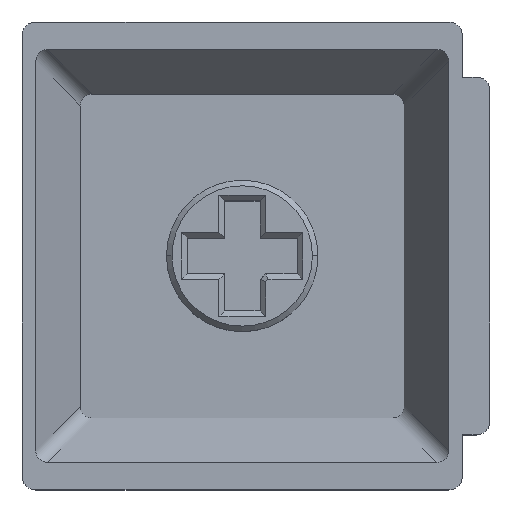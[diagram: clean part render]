
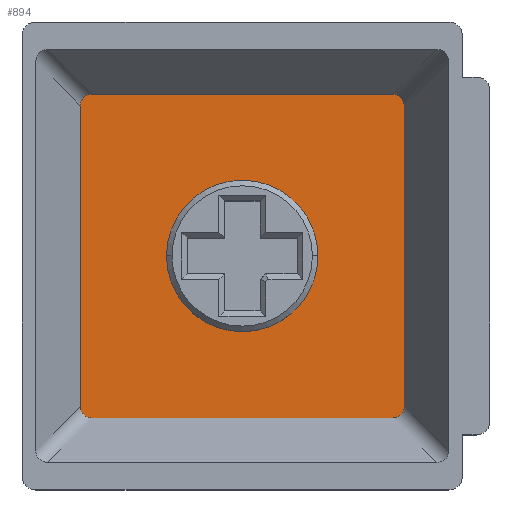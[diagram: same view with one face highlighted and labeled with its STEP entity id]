
A CAD part, top view. The second image highlights one B-rep face of the part: STEP entity #894.
In plain terms, the highlighted planar face has unit normal (0, 0, 1).
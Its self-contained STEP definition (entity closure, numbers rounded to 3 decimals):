
#25 = CARTESIAN_POINT ( 'NONE',  ( -5.883, -5.45, 0. ) ) ;
#132 = EDGE_CURVE ( 'NONE', #202, #931, #1787, .T. ) ;
#181 = CARTESIAN_POINT ( 'NONE',  ( 5.883, 0., 0. ) ) ;
#195 = CARTESIAN_POINT ( 'NONE',  ( 5.883, 5.716, 0. ) ) ;
#200 = CARTESIAN_POINT ( 'NONE',  ( -5.883, 0., 0. ) ) ;
#202 = VERTEX_POINT ( 'NONE', #656 ) ;
#211 = ORIENTED_EDGE ( 'NONE', *, *, #270, .T. ) ;
#235 = CARTESIAN_POINT ( 'NONE',  ( -5.45, 5.883, 0. ) ) ;
#270 = EDGE_CURVE ( 'NONE', #2499, #2395, #2275, .T. ) ;
#459 = DIRECTION ( 'NONE',  ( 0., -1., 0. ) ) ;
#465 = CARTESIAN_POINT ( 'NONE',  ( -5.883, -5.45, 0. ) ) ;
#474 = CARTESIAN_POINT ( 'NONE',  ( 5.716, -5.883, 0. ) ) ;
#623 = DIRECTION ( 'NONE',  ( 0., 0., -1. ) ) ;
#625 = VECTOR ( 'NONE', #1784, 1000. ) ;
#656 = CARTESIAN_POINT ( 'NONE',  ( -5.45, -5.883, 0. ) ) ;
#682 = EDGE_LOOP ( 'NONE', ( #1885, #2695, #1453, #1748, #211, #1587, #803, #1298 ) ) ;
#724 = AXIS2_PLACEMENT_3D ( 'NONE', #1878, #1614, #2545 ) ;
#731 = CARTESIAN_POINT ( 'NONE',  ( -5.45, 5.883, 0. ) ) ;
#740 = VERTEX_POINT ( 'NONE', #2168 ) ;
#745 = CARTESIAN_POINT ( 'NONE',  ( -5.45, -5.883, 0. ) ) ;
#753 = CARTESIAN_POINT ( 'NONE',  ( -5.883, 5.716, 0. ) ) ;
#763 = CIRCLE ( 'NONE', #2549, 2.65 ) ;
#775 = CARTESIAN_POINT ( 'NONE',  ( -5.883, 5.45, 0. ) ) ;
#803 = ORIENTED_EDGE ( 'NONE', *, *, #132, .T. ) ;
#892 = CARTESIAN_POINT ( 'NONE',  ( 5.883, -5.45, 0. ) ) ;
#894 = ADVANCED_FACE ( 'NONE', ( #1799, #2256 ), #1551, .F. ) ;
#916 = EDGE_CURVE ( 'NONE', #1864, #740, #1375, .T. ) ;
#931 = VERTEX_POINT ( 'NONE', #2725 ) ;
#971 = AXIS2_PLACEMENT_3D ( 'NONE', #1092, #623, #2469 ) ;
#974 = CARTESIAN_POINT ( 'NONE',  ( -5.716, -5.883, 0. ) ) ;
#1024 = EDGE_CURVE ( 'NONE', #931, #1864, #1519, .T. ) ;
#1083 = EDGE_LOOP ( 'NONE', ( #1655, #2570 ) ) ;
#1085 = LINE ( 'NONE', #2004, #2267 ) ;
#1092 = CARTESIAN_POINT ( 'NONE',  ( 0., 0., 0. ) ) ;
#1113 = DIRECTION ( 'NONE',  ( 1., 0., 0. ) ) ;
#1121 = CARTESIAN_POINT ( 'NONE',  ( 5.716, 5.883, 0. ) ) ;
#1122 = EDGE_CURVE ( 'NONE', #2318, #2522, #1825, .T. ) ;
#1178 = CARTESIAN_POINT ( 'NONE',  ( -2.65, 0., 0. ) ) ;
#1195 = EDGE_CURVE ( 'NONE', #2026, #2551, #1085, .T. ) ;
#1250 = CARTESIAN_POINT ( 'NONE',  ( 5.45, 5.883, 0. ) ) ;
#1298 = ORIENTED_EDGE ( 'NONE', *, *, #1024, .T. ) ;
#1340 = CARTESIAN_POINT ( 'NONE',  ( 5.883, 5.45, 0. ) ) ;
#1348 =( BOUNDED_CURVE ( )  B_SPLINE_CURVE ( 3, ( #25, #1644, #974, #745 ),
 .UNSPECIFIED., .F., .T. ) 
 B_SPLINE_CURVE_WITH_KNOTS ( ( 4, 4 ),
 ( 5.624, 6.942 ),
 .UNSPECIFIED. ) 
 CURVE ( )  GEOMETRIC_REPRESENTATION_ITEM ( )  RATIONAL_B_SPLINE_CURVE ( ( 1., 0.86, 0.86, 1. ) ) 
 REPRESENTATION_ITEM ( '' )  );
#1375 = LINE ( 'NONE', #181, #625 ) ;
#1453 = ORIENTED_EDGE ( 'NONE', *, *, #1195, .T. ) ;
#1519 =( BOUNDED_CURVE ( )  B_SPLINE_CURVE ( 3, ( #1893, #474, #2817, #1646 ),
 .UNSPECIFIED., .F., .T. ) 
 B_SPLINE_CURVE_WITH_KNOTS ( ( 4, 4 ),
 ( 5.624, 6.942 ),
 .UNSPECIFIED. ) 
 CURVE ( )  GEOMETRIC_REPRESENTATION_ITEM ( )  RATIONAL_B_SPLINE_CURVE ( ( 1., 0.86, 0.86, 1. ) ) 
 REPRESENTATION_ITEM ( '' )  );
#1551 = PLANE ( 'NONE',  #971 ) ;
#1587 = ORIENTED_EDGE ( 'NONE', *, *, #2447, .T. ) ;
#1610 = VECTOR ( 'NONE', #459, 1000. ) ;
#1614 = DIRECTION ( 'NONE',  ( 0., 0., 1. ) ) ;
#1644 = CARTESIAN_POINT ( 'NONE',  ( -5.883, -5.716, 0. ) ) ;
#1646 = CARTESIAN_POINT ( 'NONE',  ( 5.883, -5.45, 0. ) ) ;
#1655 = ORIENTED_EDGE ( 'NONE', *, *, #1777, .F. ) ;
#1748 = ORIENTED_EDGE ( 'NONE', *, *, #2323, .T. ) ;
#1777 = EDGE_CURVE ( 'NONE', #2522, #2318, #763, .T. ) ;
#1784 = DIRECTION ( 'NONE',  ( 0., 1., 0. ) ) ;
#1787 = LINE ( 'NONE', #2457, #2976 ) ;
#1799 = FACE_OUTER_BOUND ( 'NONE', #682, .T. ) ;
#1825 = CIRCLE ( 'NONE', #724, 2.65 ) ;
#1851 = EDGE_CURVE ( 'NONE', #740, #2026, #2595, .T. ) ;
#1864 = VERTEX_POINT ( 'NONE', #892 ) ;
#1878 = CARTESIAN_POINT ( 'NONE',  ( 0., 0., 0. ) ) ;
#1885 = ORIENTED_EDGE ( 'NONE', *, *, #916, .T. ) ;
#1893 = CARTESIAN_POINT ( 'NONE',  ( 5.45, -5.883, 0. ) ) ;
#2004 = CARTESIAN_POINT ( 'NONE',  ( 0., 5.883, 0. ) ) ;
#2026 = VERTEX_POINT ( 'NONE', #1250 ) ;
#2050 = DIRECTION ( 'NONE',  ( 0., 0., 1. ) ) ;
#2168 = CARTESIAN_POINT ( 'NONE',  ( 5.883, 5.45, 0. ) ) ;
#2256 = FACE_BOUND ( 'NONE', #1083, .T. ) ;
#2267 = VECTOR ( 'NONE', #2903, 1000. ) ;
#2275 = LINE ( 'NONE', #200, #1610 ) ;
#2318 = VERTEX_POINT ( 'NONE', #2339 ) ;
#2323 = EDGE_CURVE ( 'NONE', #2551, #2499, #2899, .T. ) ;
#2339 = CARTESIAN_POINT ( 'NONE',  ( 2.65, 0., 0. ) ) ;
#2372 = CARTESIAN_POINT ( 'NONE',  ( -5.883, 5.45, 0. ) ) ;
#2395 = VERTEX_POINT ( 'NONE', #465 ) ;
#2447 = EDGE_CURVE ( 'NONE', #2395, #202, #1348, .T. ) ;
#2457 = CARTESIAN_POINT ( 'NONE',  ( 0., -5.883, 0. ) ) ;
#2469 = DIRECTION ( 'NONE',  ( -1., 0., 0. ) ) ;
#2499 = VERTEX_POINT ( 'NONE', #775 ) ;
#2522 = VERTEX_POINT ( 'NONE', #1178 ) ;
#2545 = DIRECTION ( 'NONE',  ( 1., 0., 0. ) ) ;
#2549 = AXIS2_PLACEMENT_3D ( 'NONE', #2707, #2050, #3000 ) ;
#2551 = VERTEX_POINT ( 'NONE', #731 ) ;
#2570 = ORIENTED_EDGE ( 'NONE', *, *, #1122, .F. ) ;
#2585 = CARTESIAN_POINT ( 'NONE',  ( -5.716, 5.883, 0. ) ) ;
#2595 =( BOUNDED_CURVE ( )  B_SPLINE_CURVE ( 3, ( #1340, #195, #1121, #2968 ),
 .UNSPECIFIED., .F., .T. ) 
 B_SPLINE_CURVE_WITH_KNOTS ( ( 4, 4 ),
 ( 2.483, 3.801 ),
 .UNSPECIFIED. ) 
 CURVE ( )  GEOMETRIC_REPRESENTATION_ITEM ( )  RATIONAL_B_SPLINE_CURVE ( ( 1., 0.86, 0.86, 1. ) ) 
 REPRESENTATION_ITEM ( '' )  );
#2695 = ORIENTED_EDGE ( 'NONE', *, *, #1851, .T. ) ;
#2707 = CARTESIAN_POINT ( 'NONE',  ( 0., 0., 0. ) ) ;
#2725 = CARTESIAN_POINT ( 'NONE',  ( 5.45, -5.883, 0. ) ) ;
#2817 = CARTESIAN_POINT ( 'NONE',  ( 5.883, -5.716, 0. ) ) ;
#2899 =( BOUNDED_CURVE ( )  B_SPLINE_CURVE ( 3, ( #235, #2585, #753, #2372 ),
 .UNSPECIFIED., .F., .T. ) 
 B_SPLINE_CURVE_WITH_KNOTS ( ( 4, 4 ),
 ( 2.483, 3.801 ),
 .UNSPECIFIED. ) 
 CURVE ( )  GEOMETRIC_REPRESENTATION_ITEM ( )  RATIONAL_B_SPLINE_CURVE ( ( 1., 0.86, 0.86, 1. ) ) 
 REPRESENTATION_ITEM ( '' )  );
#2903 = DIRECTION ( 'NONE',  ( -1., 0., 0. ) ) ;
#2968 = CARTESIAN_POINT ( 'NONE',  ( 5.45, 5.883, 0. ) ) ;
#2976 = VECTOR ( 'NONE', #1113, 1000. ) ;
#3000 = DIRECTION ( 'NONE',  ( 1., 0., 0. ) ) ;
